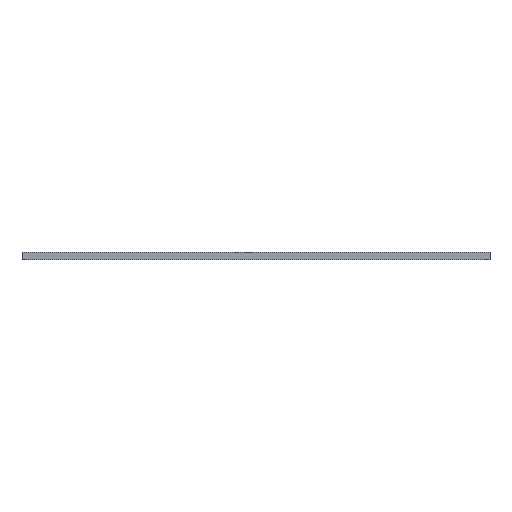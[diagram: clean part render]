
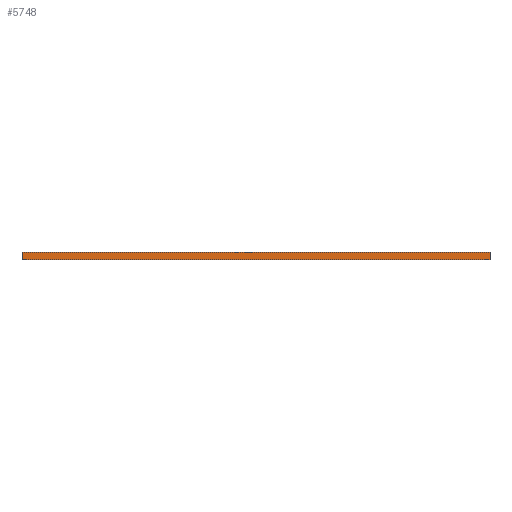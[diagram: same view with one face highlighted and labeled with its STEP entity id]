
A CAD part, front view. The second image highlights one B-rep face of the part: STEP entity #5748.
In plain terms, the highlighted planar face has unit normal (0, -1, 0).
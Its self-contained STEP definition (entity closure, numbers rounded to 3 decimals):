
#73=PLANE('',#6119);
#430=FACE_OUTER_BOUND('',#760,.T.);
#760=EDGE_LOOP('',(#5088,#5089,#5090,#5091));
#1680=LINE('',#13629,#1881);
#1685=LINE('',#29786,#1886);
#1690=LINE('',#29795,#1891);
#1691=LINE('',#29797,#1892);
#1881=VECTOR('',#6910,10.);
#1886=VECTOR('',#7023,10.);
#1891=VECTOR('',#7032,10.);
#1892=VECTOR('',#7035,10.);
#2487=VERTEX_POINT('',#13627);
#2488=VERTEX_POINT('',#13628);
#2491=VERTEX_POINT('',#29783);
#2494=VERTEX_POINT('',#29793);
#3178=EDGE_CURVE('',#2487,#2488,#1680,.T.);
#3391=EDGE_CURVE('',#2491,#2487,#1685,.T.);
#3396=EDGE_CURVE('',#2494,#2488,#1690,.T.);
#3397=EDGE_CURVE('',#2494,#2491,#1691,.T.);
#5088=ORIENTED_EDGE('',*,*,#3397,.F.);
#5089=ORIENTED_EDGE('',*,*,#3396,.T.);
#5090=ORIENTED_EDGE('',*,*,#3178,.F.);
#5091=ORIENTED_EDGE('',*,*,#3391,.F.);
#5748=ADVANCED_FACE('',(#430),#73,.T.);
#6119=AXIS2_PLACEMENT_3D('',#29796,#7033,#7034);
#6910=DIRECTION('',(1.,0.,0.));
#7023=DIRECTION('',(0.,0.,1.));
#7032=DIRECTION('',(0.,0.,1.));
#7033=DIRECTION('center_axis',(0.,-1.,0.));
#7034=DIRECTION('ref_axis',(1.,0.,0.));
#7035=DIRECTION('',(-1.,0.,0.));
#13627=CARTESIAN_POINT('',(0.,-144.,1.75));
#13628=CARTESIAN_POINT('',(106.,-144.,1.75));
#13629=CARTESIAN_POINT('',(106.,-144.,1.75));
#29783=CARTESIAN_POINT('',(0.,-144.,0.));
#29786=CARTESIAN_POINT('',(0.,-144.,0.));
#29793=CARTESIAN_POINT('',(106.,-144.,0.));
#29795=CARTESIAN_POINT('',(106.,-144.,0.));
#29796=CARTESIAN_POINT('Origin',(0.,-144.,0.));
#29797=CARTESIAN_POINT('',(106.,-144.,0.));
